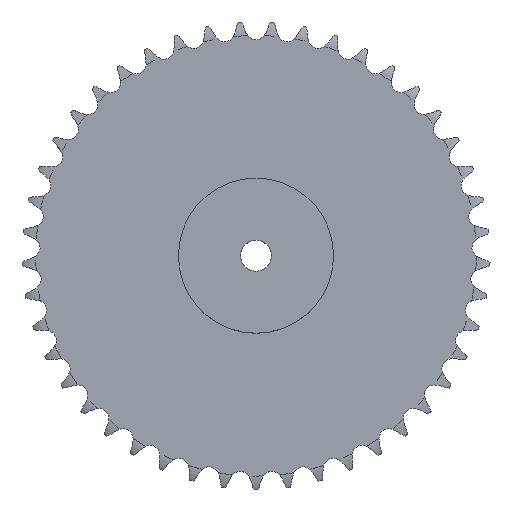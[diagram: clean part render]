
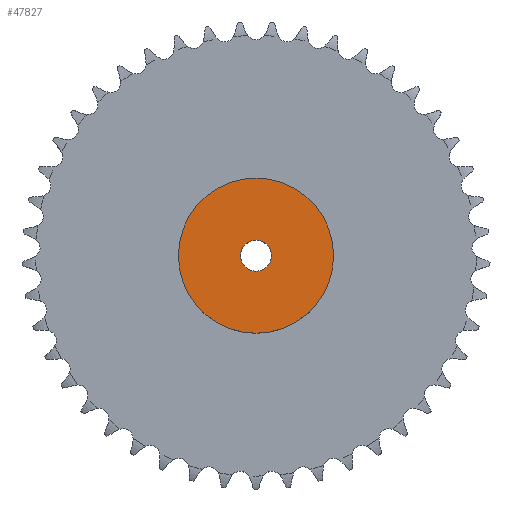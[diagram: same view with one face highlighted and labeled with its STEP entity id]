
A CAD part, top view. The second image highlights one B-rep face of the part: STEP entity #47827.
In plain terms, the highlighted planar face has unit normal (0, 0, 1).
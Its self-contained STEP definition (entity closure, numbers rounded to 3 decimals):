
#7957 = CYLINDRICAL_SURFACE('',#7958,62.5);
#7958 = AXIS2_PLACEMENT_3D('',#7959,#7960,#7961);
#7959 = CARTESIAN_POINT('',(0.,0.,0.));
#7960 = DIRECTION('',(-0.,-0.,-1.));
#7961 = DIRECTION('',(1.,0.,0.));
#35866 = VERTEX_POINT('',#35867);
#35867 = CARTESIAN_POINT('',(62.5,0.,70.));
#35888 = EDGE_CURVE('',#35866,#35866,#35889,.T.);
#35889 = SURFACE_CURVE('',#35890,(#35895,#35902),.PCURVE_S1.);
#35890 = CIRCLE('',#35891,62.5);
#35891 = AXIS2_PLACEMENT_3D('',#35892,#35893,#35894);
#35892 = CARTESIAN_POINT('',(0.,0.,70.));
#35893 = DIRECTION('',(0.,0.,1.));
#35894 = DIRECTION('',(1.,0.,0.));
#35895 = PCURVE('',#7957,#35896);
#35896 = DEFINITIONAL_REPRESENTATION('',(#35897),#35901);
#35897 = LINE('',#35898,#35899);
#35898 = CARTESIAN_POINT('',(-0.,-70.));
#35899 = VECTOR('',#35900,1.);
#35900 = DIRECTION('',(-1.,0.));
#35901 = ( GEOMETRIC_REPRESENTATION_CONTEXT(2) 
PARAMETRIC_REPRESENTATION_CONTEXT() REPRESENTATION_CONTEXT('2D SPACE',''
  ) );
#35902 = PCURVE('',#35903,#35908);
#35903 = PLANE('',#35904);
#35904 = AXIS2_PLACEMENT_3D('',#35905,#35906,#35907);
#35905 = CARTESIAN_POINT('',(0.,0.,70.)
  );
#35906 = DIRECTION('',(0.,0.,1.));
#35907 = DIRECTION('',(1.,0.,0.));
#35908 = DEFINITIONAL_REPRESENTATION('',(#35909),#35913);
#35909 = CIRCLE('',#35910,62.5);
#35910 = AXIS2_PLACEMENT_2D('',#35911,#35912);
#35911 = CARTESIAN_POINT('',(0.,0.));
#35912 = DIRECTION('',(1.,0.));
#35913 = ( GEOMETRIC_REPRESENTATION_CONTEXT(2) 
PARAMETRIC_REPRESENTATION_CONTEXT() REPRESENTATION_CONTEXT('2D SPACE',''
  ) );
#42932 = CYLINDRICAL_SURFACE('',#42933,12.5);
#42933 = AXIS2_PLACEMENT_3D('',#42934,#42935,#42936);
#42934 = CARTESIAN_POINT('',(0.,0.,564.269));
#42935 = DIRECTION('',(0.,0.,1.));
#42936 = DIRECTION('',(1.,0.,0.));
#47827 = ADVANCED_FACE('',(#47828,#47831),#35903,.T.);
#47828 = FACE_BOUND('',#47829,.T.);
#47829 = EDGE_LOOP('',(#47830));
#47830 = ORIENTED_EDGE('',*,*,#35888,.T.);
#47831 = FACE_BOUND('',#47832,.T.);
#47832 = EDGE_LOOP('',(#47833));
#47833 = ORIENTED_EDGE('',*,*,#47834,.F.);
#47834 = EDGE_CURVE('',#47835,#47835,#47837,.T.);
#47835 = VERTEX_POINT('',#47836);
#47836 = CARTESIAN_POINT('',(12.5,0.,70.));
#47837 = SURFACE_CURVE('',#47838,(#47843,#47850),.PCURVE_S1.);
#47838 = CIRCLE('',#47839,12.5);
#47839 = AXIS2_PLACEMENT_3D('',#47840,#47841,#47842);
#47840 = CARTESIAN_POINT('',(0.,0.,70.));
#47841 = DIRECTION('',(0.,0.,1.));
#47842 = DIRECTION('',(1.,0.,-0.));
#47843 = PCURVE('',#35903,#47844);
#47844 = DEFINITIONAL_REPRESENTATION('',(#47845),#47849);
#47845 = CIRCLE('',#47846,12.5);
#47846 = AXIS2_PLACEMENT_2D('',#47847,#47848);
#47847 = CARTESIAN_POINT('',(0.,0.));
#47848 = DIRECTION('',(1.,0.));
#47849 = ( GEOMETRIC_REPRESENTATION_CONTEXT(2) 
PARAMETRIC_REPRESENTATION_CONTEXT() REPRESENTATION_CONTEXT('2D SPACE',''
  ) );
#47850 = PCURVE('',#42932,#47851);
#47851 = DEFINITIONAL_REPRESENTATION('',(#47852),#47856);
#47852 = LINE('',#47853,#47854);
#47853 = CARTESIAN_POINT('',(0.,-494.269));
#47854 = VECTOR('',#47855,1.);
#47855 = DIRECTION('',(1.,0.));
#47856 = ( GEOMETRIC_REPRESENTATION_CONTEXT(2) 
PARAMETRIC_REPRESENTATION_CONTEXT() REPRESENTATION_CONTEXT('2D SPACE',''
  ) );
